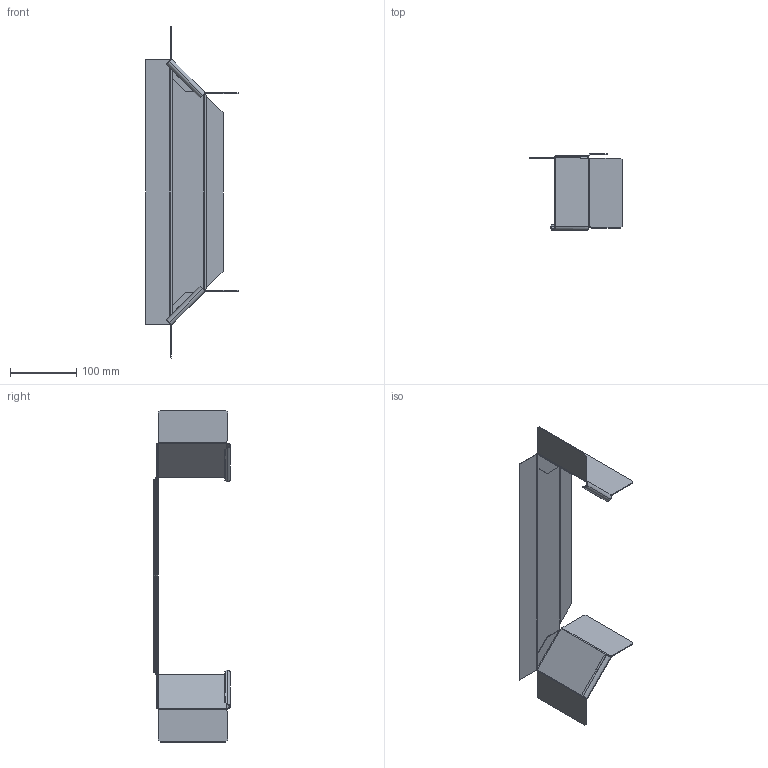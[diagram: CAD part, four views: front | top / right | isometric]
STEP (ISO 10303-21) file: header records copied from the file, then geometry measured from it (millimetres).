
FILE_DESCRIPTION((''),'2;1');
FILE_NAME('7002688_ASM','2013-02-14T',('AndreasKeweloh'),(''),'PRO/ENGINEER BY PARAMETRIC TECHNOLOGY CORPORATION, 2012360','PRO/ENGINEER BY PARAMETRIC TECHNOLOGY CORPORATION, 2012360','');
FILE_SCHEMA(('CONFIG_CONTROL_DESIGN'));
Length unit declared in the file: millimetre
Products named in the file (4): 7002688_BODENBL; 7002637_WINKEL; W_7002637_ASM; 7002688_ASM
Assembly tree (4 placements, depth 3):
  7002688_ASM
    7002688_BODENBL
    W_7002637_ASM  x2
      7002637_WINKEL
Bounding box: 140.09 x 115.75 x 502.47 mm (x, y, z)
Volume: 92152.6 mm3; surface area: 166397.6 mm2
Topology: 3 solids, 3 shells, 134 faces, 333 edges, 201 vertices
Faces by surface type: plane 82, cylinder 30, bspline 18, torus 4
Entity records: 4006 total; most frequent: CARTESIAN_POINT 1985, ORIENTED_EDGE 412, DIRECTION 370, EDGE_CURVE 206, VECTOR 158, LINE 158, VERTEX_POINT 125, AXIS2_PLACEMENT_3D 106
